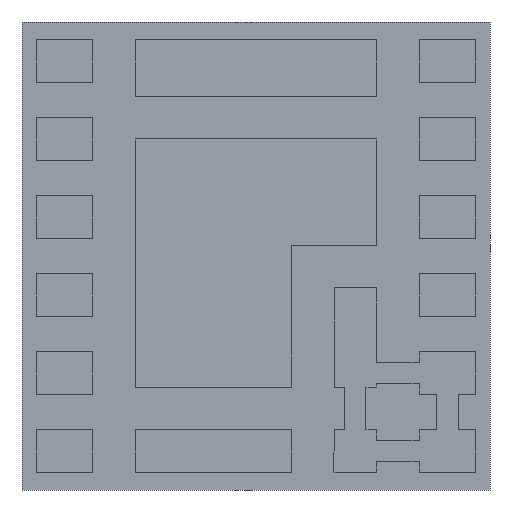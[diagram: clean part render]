
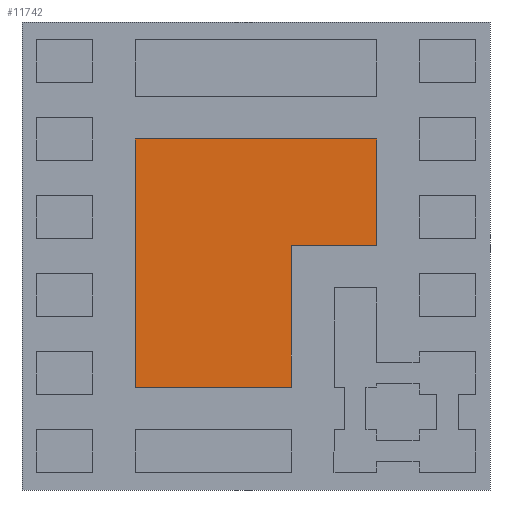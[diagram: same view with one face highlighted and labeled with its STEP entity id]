
A CAD part, front view. The second image highlights one B-rep face of the part: STEP entity #11742.
In plain terms, the highlighted planar face has unit normal (0, -1, 0).
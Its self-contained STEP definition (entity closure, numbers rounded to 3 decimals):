
#144 = VERTEX_POINT ( 'NONE', #4738 ) ;
#239 = EDGE_CURVE ( 'NONE', #8491, #4431, #2957, .T. ) ;
#306 = VECTOR ( 'NONE', #6704, 1000. ) ;
#479 = DIRECTION ( 'NONE',  ( -1., 0., 0. ) ) ;
#493 = EDGE_CURVE ( 'NONE', #9504, #8491, #9030, .T. ) ;
#569 = CARTESIAN_POINT ( 'NONE',  ( 0.85, 0., 0.075 ) ) ;
#692 = EDGE_CURVE ( 'NONE', #144, #10696, #11873, .T. ) ;
#816 = CARTESIAN_POINT ( 'NONE',  ( 0.25, 0., 0.075 ) ) ;
#897 = DIRECTION ( 'NONE',  ( 0., 0., -1. ) ) ;
#1237 = ORIENTED_EDGE ( 'NONE', *, *, #3885, .F. ) ;
#1276 = CARTESIAN_POINT ( 'NONE',  ( 0.25, 0., 0.075 ) ) ;
#1354 = ORIENTED_EDGE ( 'NONE', *, *, #2237, .F. ) ;
#1661 = CARTESIAN_POINT ( 'NONE',  ( -0.85, 0., 0.825 ) ) ;
#2132 = LINE ( 'NONE', #7691, #5265 ) ;
#2237 = EDGE_CURVE ( 'NONE', #4431, #144, #10618, .T. ) ;
#2363 = ORIENTED_EDGE ( 'NONE', *, *, #4423, .F. ) ;
#2537 = CARTESIAN_POINT ( 'NONE',  ( 0.85, 0., 0.075 ) ) ;
#2596 = DIRECTION ( 'NONE',  ( 0., 0., 1. ) ) ;
#2800 = FACE_OUTER_BOUND ( 'NONE', #10061, .T. ) ;
#2957 = LINE ( 'NONE', #1276, #306 ) ;
#3726 = VECTOR ( 'NONE', #8155, 1000. ) ;
#3885 = EDGE_CURVE ( 'NONE', #8111, #9504, #2132, .T. ) ;
#4224 = ORIENTED_EDGE ( 'NONE', *, *, #493, .F. ) ;
#4249 = CARTESIAN_POINT ( 'NONE',  ( -0.85, 0., -0.925 ) ) ;
#4278 = VECTOR ( 'NONE', #2596, 1000. ) ;
#4423 = EDGE_CURVE ( 'NONE', #10696, #8111, #11377, .T. ) ;
#4431 = VERTEX_POINT ( 'NONE', #816 ) ;
#4738 = CARTESIAN_POINT ( 'NONE',  ( 0.25, 0., -0.925 ) ) ;
#5265 = VECTOR ( 'NONE', #10722, 1000. ) ;
#5943 = CARTESIAN_POINT ( 'NONE',  ( -0.85, 0., 0.825 ) ) ;
#6142 = ORIENTED_EDGE ( 'NONE', *, *, #692, .F. ) ;
#6647 = VECTOR ( 'NONE', #7635, 1000. ) ;
#6704 = DIRECTION ( 'NONE',  ( -1., 0., 0. ) ) ;
#6942 = CARTESIAN_POINT ( 'NONE',  ( 0.25, 0., -0.925 ) ) ;
#7635 = DIRECTION ( 'NONE',  ( 0., 0., -1. ) ) ;
#7691 = CARTESIAN_POINT ( 'NONE',  ( 0.85, 0., 0.825 ) ) ;
#7733 = CARTESIAN_POINT ( 'NONE',  ( 0., 0., 0. ) ) ;
#8061 = CARTESIAN_POINT ( 'NONE',  ( -0.85, 0., -0.925 ) ) ;
#8111 = VERTEX_POINT ( 'NONE', #5943 ) ;
#8155 = DIRECTION ( 'NONE',  ( 0., 0., -1. ) ) ;
#8238 = ORIENTED_EDGE ( 'NONE', *, *, #239, .F. ) ;
#8491 = VERTEX_POINT ( 'NONE', #2537 ) ;
#9030 = LINE ( 'NONE', #569, #3726 ) ;
#9504 = VERTEX_POINT ( 'NONE', #11037 ) ;
#10061 = EDGE_LOOP ( 'NONE', ( #1237, #2363, #6142, #1354, #8238, #4224 ) ) ;
#10203 = AXIS2_PLACEMENT_3D ( 'NONE', #7733, #11347, #897 ) ;
#10456 = VECTOR ( 'NONE', #479, 1000. ) ;
#10472 = PLANE ( 'NONE',  #10203 ) ;
#10618 = LINE ( 'NONE', #6942, #6647 ) ;
#10696 = VERTEX_POINT ( 'NONE', #8061 ) ;
#10722 = DIRECTION ( 'NONE',  ( 1., 0., 0. ) ) ;
#11037 = CARTESIAN_POINT ( 'NONE',  ( 0.85, 0., 0.825 ) ) ;
#11347 = DIRECTION ( 'NONE',  ( 0., -1., 0. ) ) ;
#11377 = LINE ( 'NONE', #1661, #4278 ) ;
#11742 = ADVANCED_FACE ( 'NONE', ( #2800 ), #10472, .T. ) ;
#11873 = LINE ( 'NONE', #4249, #10456 ) ;
